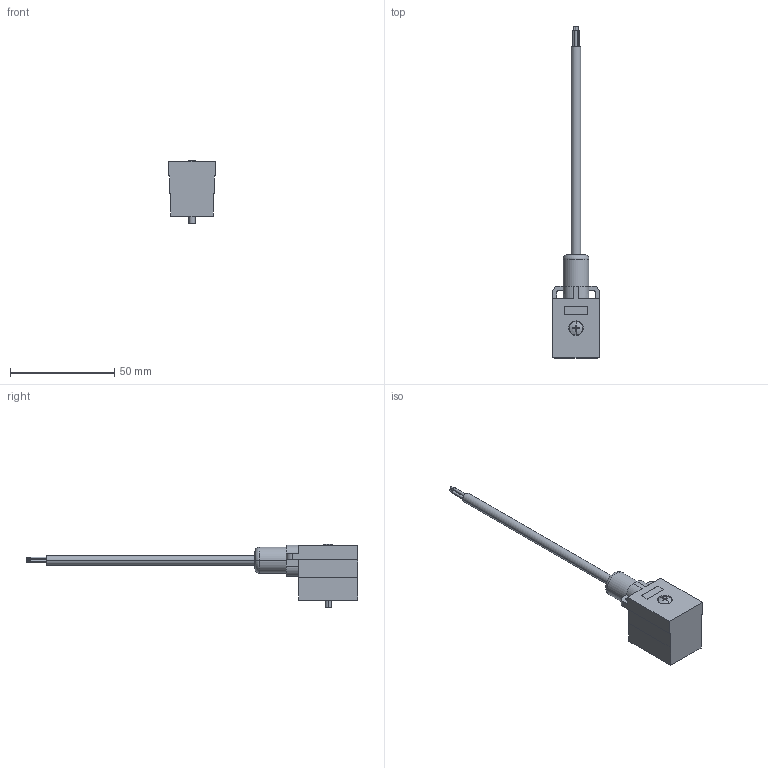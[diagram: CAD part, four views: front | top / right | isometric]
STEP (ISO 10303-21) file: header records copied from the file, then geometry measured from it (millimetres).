
FILE_DESCRIPTION(/* description */ ('Alibre Inc.'),/* implementation_level */ '2;1');
FILE_NAME(/* name */ 'export-92D5BC3D-D68D-434D-8A0F-85D39AD0E78B',/* time_stamp */ '2022-01-20T16:14:34+01:00',/* author */ (''),/* organization */ (''),/* preprocessor_version */ 'ST-DEVELOPER v17',/* originating_system */ 'Alibre',/* authorisation */ '');
FILE_SCHEMA (('AUTOMOTIVE_DESIGN'));
Length unit declared in the file: millimetre
Products named in the file (2): SAC_3P...PUR_BI_1L_R_ES-select
Bounding box: 22.5 x 159.5 x 30.39 mm (x, y, z)
Volume: 19762.9 mm3; surface area: 6966.3 mm2
Topology: 1 solids, 1 shells, 132 faces, 339 edges, 224 vertices
Faces by surface type: plane 93, cylinder 33, torus 2, sphere 2, cone 2
Entity records: 4023 total; most frequent: CARTESIAN_POINT 695, ORIENTED_EDGE 678, DIRECTION 602, EDGE_CURVE 339, VECTOR 245, LINE 245, AXIS2_PLACEMENT_3D 226, VERTEX_POINT 224
